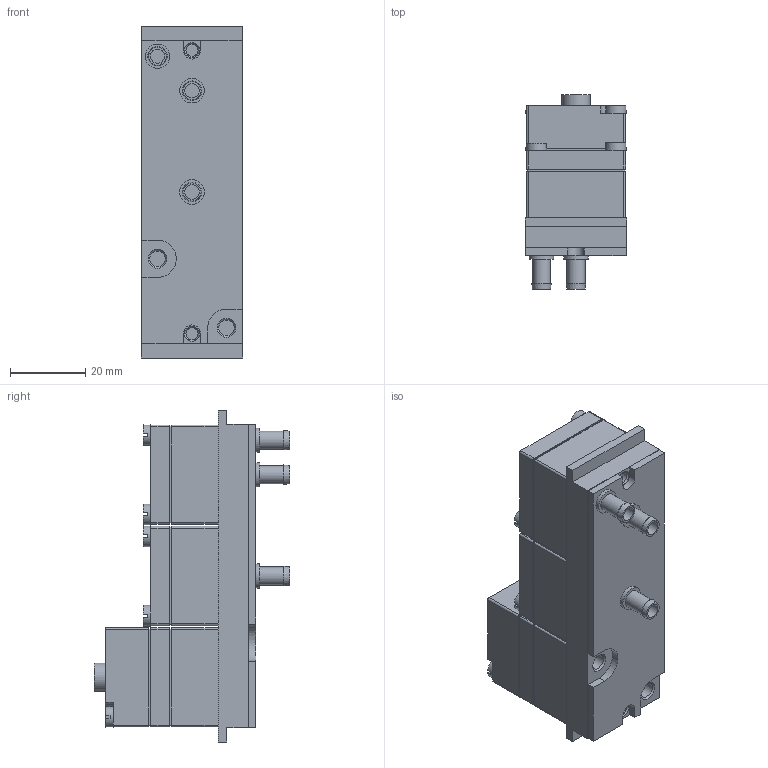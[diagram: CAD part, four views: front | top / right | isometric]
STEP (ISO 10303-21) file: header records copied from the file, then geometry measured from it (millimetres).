
FILE_DESCRIPTION(/* description */ ('STEP AP214'),/* implementation_level */ '2;1');
FILE_NAME(/* name */ '7423_OS-2-R-M5',/* time_stamp */ '2024-09-13T11:16:41+02:00',/* author */ ('License CC BY-ND 4.0'),/* organization */ ('CADENAS'),/* preprocessor_version */ 'ST-DEVELOPER v19.3',/* originating_system */ 'PARTsolutions',/* authorisation */ ' ');
FILE_SCHEMA (('AUTOMOTIVE_DESIGN {1 0 10303 214 3 1 1}'));
Length unit declared in the file: millimetre
Products named in the file (1): 7423 OS-2-R-M5
Bounding box: 27 x 52 x 88.5 mm (x, y, z)
Volume: 68271.3 mm3; surface area: 15664 mm2
Topology: 1 solids, 1 shells, 233 faces, 569 edges, 367 vertices
Faces by surface type: plane 152, cylinder 70, cone 11
Full cylindrical faces by diameter (mm): 3.242 x2, 3.8 x3, 4.134 x2, 4.8 x3, 5.5 x6, 6.5 x3, 7.5 x1
Entity records: 8274 total; most frequent: DIRECTION 1189, CARTESIAN_POINT 1125, ORIENTED_EDGE 1062, EDGE_CURVE 531, AXIS2_PLACEMENT_3D 424, VERTEX_POINT 360, LINE 341, VECTOR 341
